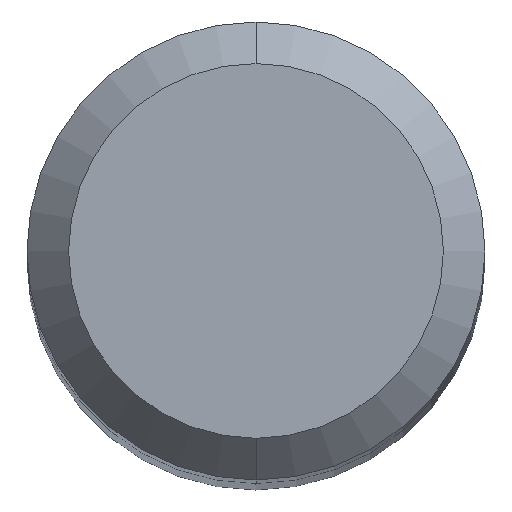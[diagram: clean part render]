
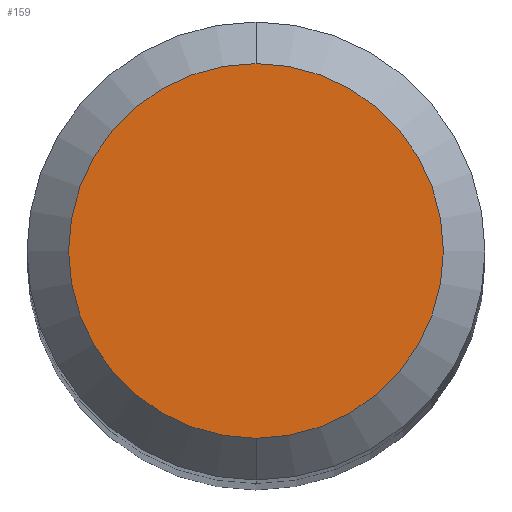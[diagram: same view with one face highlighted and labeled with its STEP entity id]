
A CAD part, top view. The second image highlights one B-rep face of the part: STEP entity #159.
In plain terms, the highlighted planar face has unit normal (0, 0, 1).
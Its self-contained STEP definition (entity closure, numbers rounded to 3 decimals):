
#1 = AXIS2_PLACEMENT_3D ( 'NONE', #212, #156, #262 ) ;
#2 = AXIS2_PLACEMENT_3D ( 'NONE', #263, #211, #289 ) ;
#71 = CARTESIAN_POINT ( 'NONE',  ( 0., -4.5, 142. ) ) ;
#77 = DIRECTION ( 'NONE',  ( 0., 0., -1. ) ) ;
#78 = CARTESIAN_POINT ( 'NONE',  ( 0., 0., 142. ) ) ;
#91 = VERTEX_POINT ( 'NONE', #71 ) ;
#106 = AXIS2_PLACEMENT_3D ( 'NONE', #78, #77, #182 ) ;
#109 = EDGE_CURVE ( 'NONE', #308, #91, #316, .T. ) ;
#111 = EDGE_CURVE ( 'NONE', #91, #308, #202, .T. ) ;
#129 = FACE_OUTER_BOUND ( 'NONE', #276, .T. ) ;
#156 = DIRECTION ( 'NONE',  ( 0., 0., -1. ) ) ;
#159 = ADVANCED_FACE ( 'NONE', ( #129 ), #185, .F. ) ;
#173 = ORIENTED_EDGE ( 'NONE', *, *, #111, .F. ) ;
#182 = DIRECTION ( 'NONE',  ( 0., 1., 0. ) ) ;
#185 = PLANE ( 'NONE',  #1 ) ;
#202 = CIRCLE ( 'NONE', #2, 4.5 ) ;
#211 = DIRECTION ( 'NONE',  ( 0., 0., -1. ) ) ;
#212 = CARTESIAN_POINT ( 'NONE',  ( 0., 0., 142. ) ) ;
#224 = ORIENTED_EDGE ( 'NONE', *, *, #109, .F. ) ;
#262 = DIRECTION ( 'NONE',  ( 0., 1., 0. ) ) ;
#263 = CARTESIAN_POINT ( 'NONE',  ( 0., 0., 142. ) ) ;
#276 = EDGE_LOOP ( 'NONE', ( #224, #173 ) ) ;
#289 = DIRECTION ( 'NONE',  ( 0., 1., 0. ) ) ;
#295 = CARTESIAN_POINT ( 'NONE',  ( 0., 4.5, 142. ) ) ;
#308 = VERTEX_POINT ( 'NONE', #295 ) ;
#316 = CIRCLE ( 'NONE', #106, 4.5 ) ;
